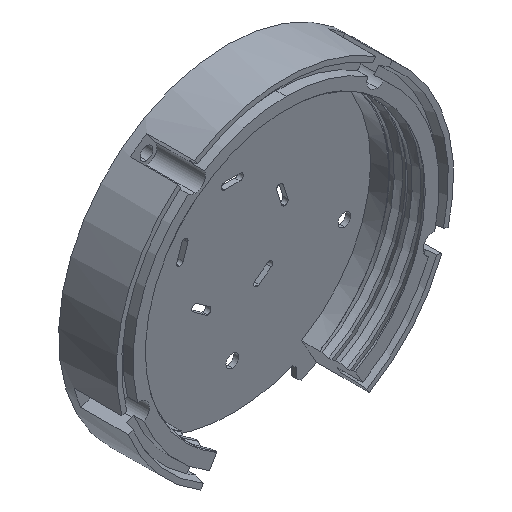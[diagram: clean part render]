
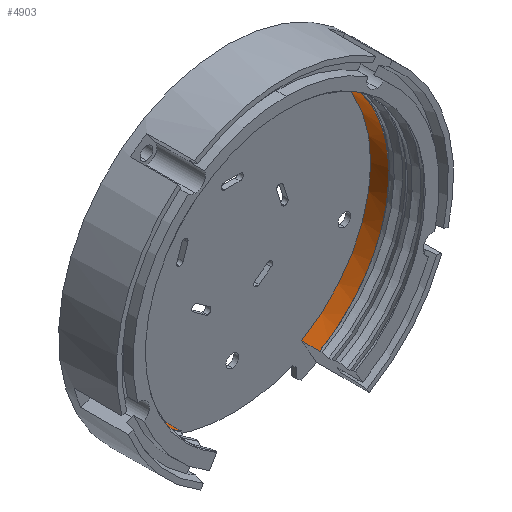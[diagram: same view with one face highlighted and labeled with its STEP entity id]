
A CAD part, isometric view. The second image highlights one B-rep face of the part: STEP entity #4903.
In plain terms, the highlighted cylindrical face has radius 27 mm (diameter 54 mm), a partial arc.
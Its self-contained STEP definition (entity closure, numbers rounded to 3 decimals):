
#211 = VERTEX_POINT ( 'NONE', #2359 ) ;
#1374 = VECTOR ( 'NONE', #3775, 1000. ) ;
#1727 = CIRCLE ( 'NONE', #6442, 27. ) ;
#1971 = VERTEX_POINT ( 'NONE', #7187 ) ;
#2175 = FACE_OUTER_BOUND ( 'NONE', #3670, .T. ) ;
#2359 = CARTESIAN_POINT ( 'NONE',  ( 13.5, 7., -23.383 ) ) ;
#2410 = DIRECTION ( 'NONE',  ( 0., -1., 0. ) ) ;
#2541 = CARTESIAN_POINT ( 'NONE',  ( -13.5, 10.5, -23.383 ) ) ;
#2666 = EDGE_CURVE ( 'NONE', #211, #1971, #5231, .T. ) ;
#2760 = VERTEX_POINT ( 'NONE', #4365 ) ;
#3074 = VERTEX_POINT ( 'NONE', #5477 ) ;
#3121 = VECTOR ( 'NONE', #3272, 1000. ) ;
#3183 = DIRECTION ( 'NONE',  ( 0., -1., 0. ) ) ;
#3272 = DIRECTION ( 'NONE',  ( 0., 1., 0. ) ) ;
#3670 = EDGE_LOOP ( 'NONE', ( #6783, #4614, #7805, #5629 ) ) ;
#3733 = AXIS2_PLACEMENT_3D ( 'NONE', #6377, #3183, #7078 ) ;
#3775 = DIRECTION ( 'NONE',  ( 0., 1., 0. ) ) ;
#4166 = AXIS2_PLACEMENT_3D ( 'NONE', #5978, #4169, #4671 ) ;
#4169 = DIRECTION ( 'NONE',  ( 0., -1., 0. ) ) ;
#4185 = EDGE_CURVE ( 'NONE', #1971, #3074, #1727, .T. ) ;
#4365 = CARTESIAN_POINT ( 'NONE',  ( -13.5, 7., -23.383 ) ) ;
#4614 = ORIENTED_EDGE ( 'NONE', *, *, #6268, .T. ) ;
#4671 = DIRECTION ( 'NONE',  ( 0., 0., -1. ) ) ;
#4903 = ADVANCED_FACE ( 'NONE', ( #2175 ), #5945, .F. ) ;
#5231 = LINE ( 'NONE', #6537, #1374 ) ;
#5477 = CARTESIAN_POINT ( 'NONE',  ( -13.5, 10.5, -23.383 ) ) ;
#5540 = CARTESIAN_POINT ( 'NONE',  ( 0., 10.5, 0. ) ) ;
#5629 = ORIENTED_EDGE ( 'NONE', *, *, #4185, .F. ) ;
#5945 = CYLINDRICAL_SURFACE ( 'NONE', #4166, 27. ) ;
#5978 = CARTESIAN_POINT ( 'NONE',  ( 0., 10.5, 0. ) ) ;
#6268 = EDGE_CURVE ( 'NONE', #211, #2760, #7757, .T. ) ;
#6377 = CARTESIAN_POINT ( 'NONE',  ( 0., 7., 0. ) ) ;
#6442 = AXIS2_PLACEMENT_3D ( 'NONE', #5540, #2410, #6795 ) ;
#6537 = CARTESIAN_POINT ( 'NONE',  ( 13.5, 10.5, -23.383 ) ) ;
#6783 = ORIENTED_EDGE ( 'NONE', *, *, #2666, .F. ) ;
#6795 = DIRECTION ( 'NONE',  ( 0., 0., -1. ) ) ;
#7078 = DIRECTION ( 'NONE',  ( 0., 0., 1. ) ) ;
#7187 = CARTESIAN_POINT ( 'NONE',  ( 13.5, 10.5, -23.383 ) ) ;
#7310 = EDGE_CURVE ( 'NONE', #2760, #3074, #7677, .T. ) ;
#7677 = LINE ( 'NONE', #2541, #3121 ) ;
#7757 = CIRCLE ( 'NONE', #3733, 27. ) ;
#7805 = ORIENTED_EDGE ( 'NONE', *, *, #7310, .T. ) ;
